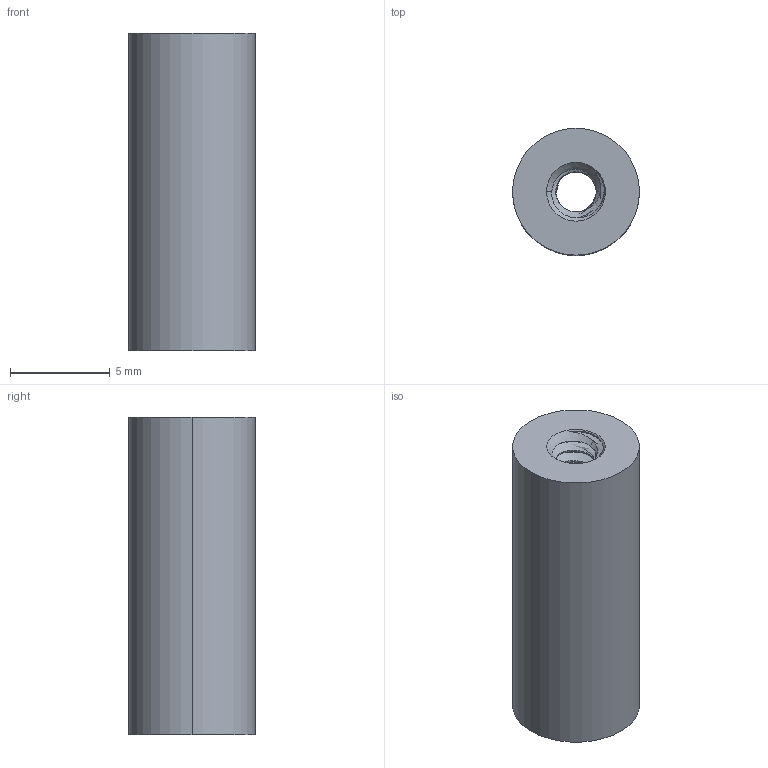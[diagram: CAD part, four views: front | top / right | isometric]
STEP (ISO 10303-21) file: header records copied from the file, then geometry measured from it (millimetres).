
FILE_DESCRIPTION (( 'STEP AP203' ), '1' );
FILE_NAME ('93330A436.step', '2015-09-18T14:55:44', ( '' ), ( '' ), 'SwSTEP 2.0', 'SolidWorks 2010', '' );
FILE_SCHEMA (( 'CONFIG_CONTROL_DESIGN' ));
Length unit declared in the file: inch
Products named in the file (1): 93330A436
Bounding box: 6.35 x 6.35 x 15.88 mm (x, y, z)
Volume: 427.5 mm3; surface area: 578.3 mm2
Topology: 1 solids, 1 shells, 64 faces, 186 edges, 124 vertices
Faces by surface type: cylinder 53, cone 6, bspline 3, plane 2
Entity records: 5176 total; most frequent: CARTESIAN_POINT 3740, ORIENTED_EDGE 372, DIRECTION 202, EDGE_CURVE 186, VERTEX_POINT 124, AXIS2_PLACEMENT_3D 72, EDGE_LOOP 66, FACE_OUTER_BOUND 64
